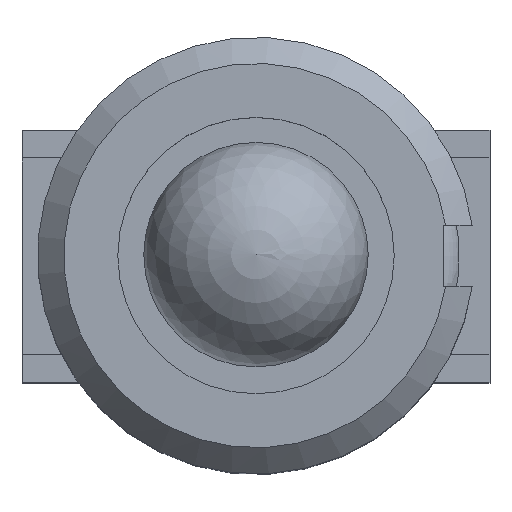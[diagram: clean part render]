
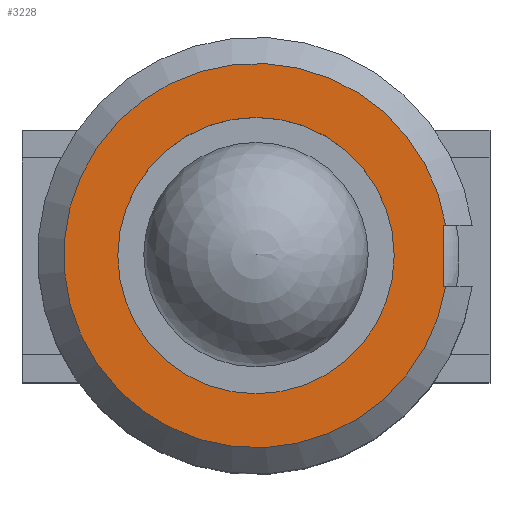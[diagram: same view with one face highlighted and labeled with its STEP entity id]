
A CAD part, top view. The second image highlights one B-rep face of the part: STEP entity #3228.
In plain terms, the highlighted planar face has unit normal (0, 0, 1).
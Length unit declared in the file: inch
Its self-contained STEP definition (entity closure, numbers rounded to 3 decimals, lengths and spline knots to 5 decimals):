
#3136=CARTESIAN_POINT('',(0.20273,0.03248,0.81811));
#3137=VERTEX_POINT('',#3136);
#3162=CARTESIAN_POINT('',(0.20273,-0.03248,0.81811));
#3163=VERTEX_POINT('',#3162);
#3177=CARTESIAN_POINT('',(0.,0.,0.81811));
#3178=DIRECTION('',(0.0,0.0,-1.0));
#3179=DIRECTION('',(-0.99,-0.139,0.0));
#3180=AXIS2_PLACEMENT_3D('',#3177,#3178,#3179);
#3181=CIRCLE('',#3180,0.20531);
#3182=EDGE_CURVE('',#3163,#3137,#3181,.T.);
#3187=CARTESIAN_POINT('',(0.22313,0.22513,0.81811));
#3188=DIRECTION('',(0.0,0.0,1.0));
#3189=DIRECTION('',(1.0,0.0,0.0));
#3190=AXIS2_PLACEMENT_3D('',#3187,#3188,#3189);
#3191=PLANE('',#3190);
#3192=ORIENTED_EDGE('',*,*,#3182,.F.);
#3193=CARTESIAN_POINT('',(0.19989,-0.03248,0.81811));
#3194=VERTEX_POINT('',#3193);
#3195=CARTESIAN_POINT('',(0.19989,-0.03248,0.81811));
#3196=DIRECTION('',(1.0,0.0,0.0));
#3197=VECTOR('',#3196,0.00284);
#3198=LINE('',#3195,#3197);
#3199=EDGE_CURVE('',#3194,#3163,#3198,.T.);
#3200=ORIENTED_EDGE('',*,*,#3199,.F.);
#3201=CARTESIAN_POINT('',(0.19989,0.03248,0.81811));
#3202=VERTEX_POINT('',#3201);
#3203=CARTESIAN_POINT('',(0.19989,0.03248,0.81811));
#3204=DIRECTION('',(0.0,-1.0,0.0));
#3205=VECTOR('',#3204,0.06496);
#3206=LINE('',#3203,#3205);
#3207=EDGE_CURVE('',#3202,#3194,#3206,.T.);
#3208=ORIENTED_EDGE('',*,*,#3207,.F.);
#3209=CARTESIAN_POINT('',(0.20273,0.03248,0.81811));
#3210=DIRECTION('',(-1.0,0.0,0.0));
#3211=VECTOR('',#3210,0.00284);
#3212=LINE('',#3209,#3211);
#3213=EDGE_CURVE('',#3137,#3202,#3212,.T.);
#3214=ORIENTED_EDGE('',*,*,#3213,.F.);
#3215=EDGE_LOOP('',(#3192,#3200,#3208,#3214));
#3216=FACE_OUTER_BOUND('',#3215,.T.);
#3217=CARTESIAN_POINT('',(-0.14764,0.,0.81811));
#3218=VERTEX_POINT('',#3217);
#3219=CARTESIAN_POINT('',(0.,0.,0.81811));
#3220=DIRECTION('',(0.0,0.0,-1.0));
#3221=DIRECTION('',(1.0,0.0,0.0));
#3222=AXIS2_PLACEMENT_3D('',#3219,#3220,#3221);
#3223=CIRCLE('',#3222,0.14764);
#3224=EDGE_CURVE('',#3218,#3218,#3223,.T.);
#3225=ORIENTED_EDGE('',*,*,#3224,.T.);
#3226=EDGE_LOOP('',(#3225));
#3227=FACE_BOUND('',#3226,.T.);
#3228=ADVANCED_FACE('',(#3216,#3227),#3191,.T.);
